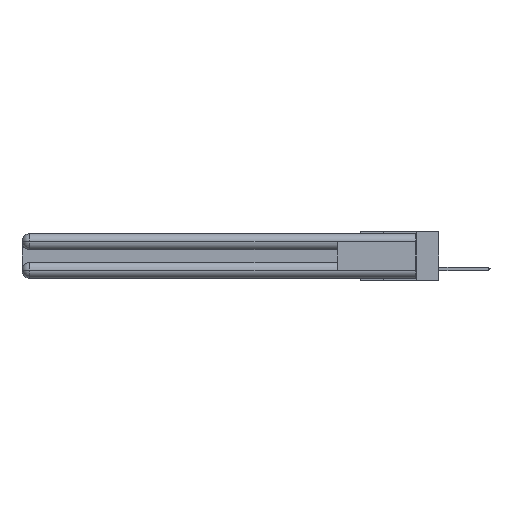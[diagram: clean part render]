
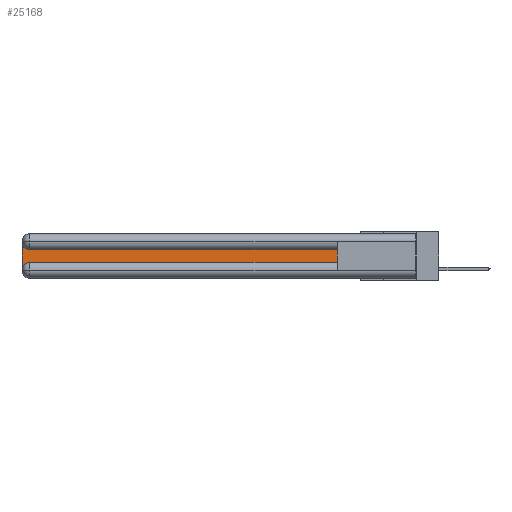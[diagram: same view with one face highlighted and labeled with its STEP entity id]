
A CAD part, left-side view. The second image highlights one B-rep face of the part: STEP entity #25168.
In plain terms, the highlighted planar face has unit normal (-1, 0, 0).
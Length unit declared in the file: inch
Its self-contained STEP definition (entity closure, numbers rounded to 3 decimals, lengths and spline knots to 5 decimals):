
#71 = DIRECTION ( 'NONE',  ( 1., 0., 0. ) ) ;
#1421 = VERTEX_POINT ( 'NONE', #8006 ) ;
#2303 = DIRECTION ( 'NONE',  ( 1., 0., 0. ) ) ;
#3250 = LINE ( 'NONE', #20400, #16744 ) ;
#3493 = EDGE_CURVE ( 'NONE', #7300, #15217, #3250, .T. ) ;
#3825 = AXIS2_PLACEMENT_3D ( 'NONE', #32597, #71, #4963 ) ;
#4856 = VERTEX_POINT ( 'NONE', #6638 ) ;
#4880 = EDGE_CURVE ( 'NONE', #15217, #4856, #5920, .T. ) ;
#4963 = DIRECTION ( 'NONE',  ( 0., 0., -1. ) ) ;
#5329 = CARTESIAN_POINT ( 'NONE',  ( 0.075, 2.94, -0.0625 ) ) ;
#5920 = CIRCLE ( 'NONE', #28838, 0.06 ) ;
#6638 = CARTESIAN_POINT ( 'NONE',  ( 0.075, 2.94, -0.2175 ) ) ;
#7300 = VERTEX_POINT ( 'NONE', #29925 ) ;
#7906 = CARTESIAN_POINT ( 'NONE',  ( 0.075, 0.6, -0.2175 ) ) ;
#8006 = CARTESIAN_POINT ( 'NONE',  ( 0.075, 2.94, -0.1225 ) ) ;
#8406 = EDGE_CURVE ( 'NONE', #1421, #7300, #30079, .T. ) ;
#8507 = ORIENTED_EDGE ( 'NONE', *, *, #3493, .T. ) ;
#8987 = ORIENTED_EDGE ( 'NONE', *, *, #9522, .T. ) ;
#9493 = EDGE_CURVE ( 'NONE', #15034, #16711, #23340, .T. ) ;
#9522 = EDGE_CURVE ( 'NONE', #4856, #15034, #11417, .T. ) ;
#9708 = ORIENTED_EDGE ( 'NONE', *, *, #4880, .T. ) ;
#9865 = DIRECTION ( 'NONE',  ( 0., 0., -1. ) ) ;
#10157 = CARTESIAN_POINT ( 'NONE',  ( 0.075, 0.6, -0.1225 ) ) ;
#10440 = ORIENTED_EDGE ( 'NONE', *, *, #9493, .T. ) ;
#10451 = DIRECTION ( 'NONE',  ( 1., 0., 0. ) ) ;
#11417 = LINE ( 'NONE', #19914, #21342 ) ;
#12149 = ORIENTED_EDGE ( 'NONE', *, *, #16035, .T. ) ;
#12192 = CARTESIAN_POINT ( 'NONE',  ( 0.075, 2.94, -0.2775 ) ) ;
#12699 = DIRECTION ( 'NONE',  ( 0., -1., 0. ) ) ;
#12982 = DIRECTION ( 'NONE',  ( 0., 0., -1. ) ) ;
#14046 = CARTESIAN_POINT ( 'NONE',  ( 0.075, 0.6, -0.2175 ) ) ;
#14211 = VECTOR ( 'NONE', #21578, 39.37008 ) ;
#14838 = DIRECTION ( 'NONE',  ( 0., 1., 0. ) ) ;
#15027 = ORIENTED_EDGE ( 'NONE', *, *, #8406, .T. ) ;
#15034 = VERTEX_POINT ( 'NONE', #7906 ) ;
#15217 = VERTEX_POINT ( 'NONE', #15896 ) ;
#15896 = CARTESIAN_POINT ( 'NONE',  ( 0.075, 3., -0.2775 ) ) ;
#16035 = EDGE_CURVE ( 'NONE', #16711, #1421, #31627, .T. ) ;
#16421 = EDGE_LOOP ( 'NONE', ( #12149, #15027, #8507, #9708, #8987, #10440 ) ) ;
#16711 = VERTEX_POINT ( 'NONE', #10157 ) ;
#16744 = VECTOR ( 'NONE', #20513, 39.37008 ) ;
#19914 = CARTESIAN_POINT ( 'NONE',  ( 0.075, 0.6, -0.2175 ) ) ;
#20177 = PLANE ( 'NONE',  #3825 ) ;
#20211 = VECTOR ( 'NONE', #14838, 39.37008 ) ;
#20400 = CARTESIAN_POINT ( 'NONE',  ( 0.075, 3., -0.2175 ) ) ;
#20428 = AXIS2_PLACEMENT_3D ( 'NONE', #5329, #10451, #12982 ) ;
#20513 = DIRECTION ( 'NONE',  ( 0., 0., -1. ) ) ;
#21342 = VECTOR ( 'NONE', #12699, 39.37008 ) ;
#21578 = DIRECTION ( 'NONE',  ( 0., 0., 1. ) ) ;
#23340 = LINE ( 'NONE', #14046, #14211 ) ;
#23992 = FACE_OUTER_BOUND ( 'NONE', #16421, .T. ) ;
#24437 = CARTESIAN_POINT ( 'NONE',  ( 0.075, 0.6, -0.1225 ) ) ;
#25168 = ADVANCED_FACE ( 'NONE', ( #23992 ), #20177, .F. ) ;
#28838 = AXIS2_PLACEMENT_3D ( 'NONE', #12192, #2303, #9865 ) ;
#29925 = CARTESIAN_POINT ( 'NONE',  ( 0.075, 3., -0.0625 ) ) ;
#30079 = CIRCLE ( 'NONE', #20428, 0.06 ) ;
#31627 = LINE ( 'NONE', #24437, #20211 ) ;
#32597 = CARTESIAN_POINT ( 'NONE',  ( 0.075, 3., -0.1225 ) ) ;
